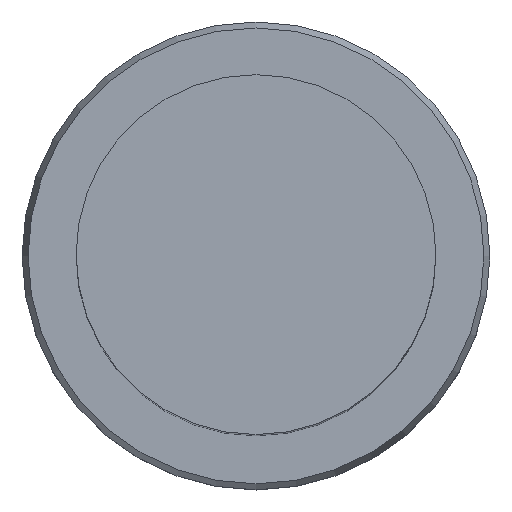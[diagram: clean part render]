
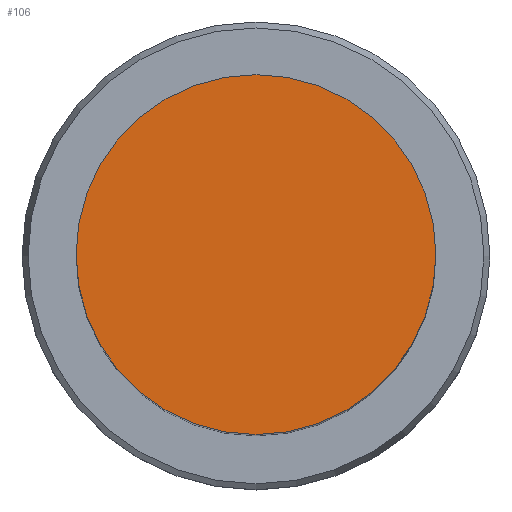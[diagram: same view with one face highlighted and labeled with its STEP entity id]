
A CAD part, top view. The second image highlights one B-rep face of the part: STEP entity #106.
In plain terms, the highlighted planar face has unit normal (0, 0, 1).
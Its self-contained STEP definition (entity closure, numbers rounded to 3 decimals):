
#106=ADVANCED_FACE('240[2]',(#223),#224,.T.);
#114=EDGE_CURVE('240[2]',#235,#235,#236,.T.);
#223=FACE_OUTER_BOUND('',#360,.T.);
#224=PLANE('',#361);
#235=VERTEX_POINT('',#375);
#236=CIRCLE('',#376,15.0);
#360=EDGE_LOOP('',(#484));
#361=AXIS2_PLACEMENT_3D('',#485,#486,#487);
#375=CARTESIAN_POINT('',(0.,15.0,219.0));
#376=AXIS2_PLACEMENT_3D('',#499,#500,#501);
#484=ORIENTED_EDGE('',*,*,#114,.F.);
#485=CARTESIAN_POINT('',(0.,7.5,219.0));
#486=DIRECTION('',(0.,0.,1.0));
#487=DIRECTION('',(1.0,0.,0.0));
#499=CARTESIAN_POINT('',(0.,0.,219.0));
#500=DIRECTION('',(0.,0.,-1.0));
#501=DIRECTION('',(0.,1.0,0.));
